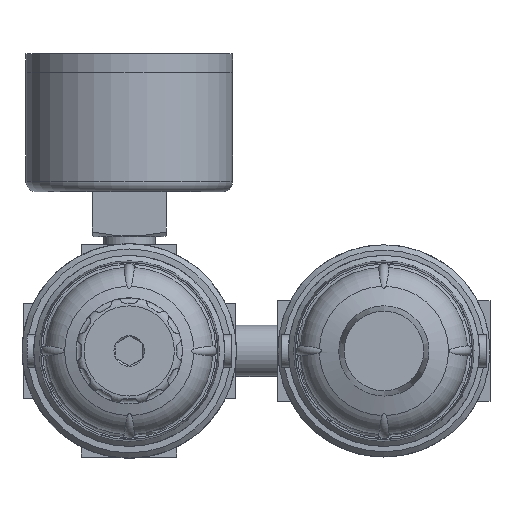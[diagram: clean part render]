
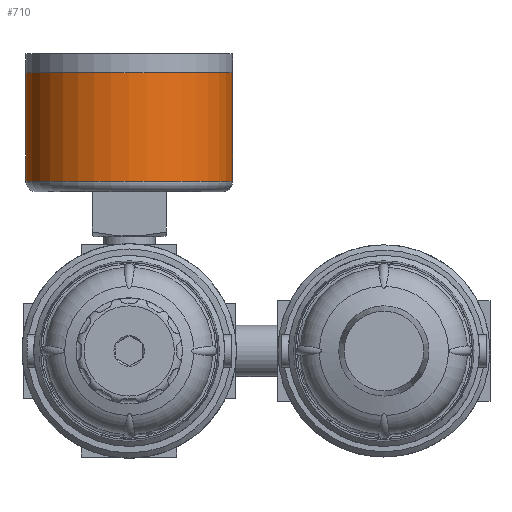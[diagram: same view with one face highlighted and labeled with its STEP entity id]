
A CAD part, front view. The second image highlights one B-rep face of the part: STEP entity #710.
In plain terms, the highlighted cylindrical face has radius 19.5 mm (diameter 39 mm), a full revolution.
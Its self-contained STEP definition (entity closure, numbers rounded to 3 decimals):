
#710 = ADVANCED_FACE( '', ( #1772, #1773 ), #1774, .T. );
#1772 = FACE_OUTER_BOUND( '', #3186, .T. );
#1773 = FACE_OUTER_BOUND( '', #3187, .T. );
#1774 = CYLINDRICAL_SURFACE( '', #3188, 19.5 );
#3186 = EDGE_LOOP( '', ( #6637 ) );
#3187 = EDGE_LOOP( '', ( #6638 ) );
#3188 = AXIS2_PLACEMENT_3D( '', #6639, #6640, #6641 );
#6637 = ORIENTED_EDGE( '', *, *, #9868, .F. );
#6638 = ORIENTED_EDGE( '', *, *, #9867, .T. );
#6639 = CARTESIAN_POINT( '', ( 0., 0., 15.5 ) );
#6640 = DIRECTION( '', ( 0., 0., 1. ) );
#6641 = DIRECTION( '', ( -1., 0., 0. ) );
#9867 = EDGE_CURVE( '', #12086, #12086, #12087, .T. );
#9868 = EDGE_CURVE( '', #12088, #12088, #12089, .T. );
#12086 = VERTEX_POINT( '', #16748 );
#12087 = CIRCLE( '', #16749, 19.5 );
#12088 = VERTEX_POINT( '', #16750 );
#12089 = CIRCLE( '', #16751, 19.5 );
#16748 = CARTESIAN_POINT( '', ( -19.5, 0., 37.98 ) );
#16749 = AXIS2_PLACEMENT_3D( '', #20632, #20633, #20634 );
#16750 = CARTESIAN_POINT( '', ( -19.5, 0., 17.5 ) );
#16751 = AXIS2_PLACEMENT_3D( '', #20635, #20636, #20637 );
#20632 = CARTESIAN_POINT( '', ( 0., 0., 37.98 ) );
#20633 = DIRECTION( '', ( 0., 0., -1. ) );
#20634 = DIRECTION( '', ( -1., 0., 0. ) );
#20635 = CARTESIAN_POINT( '', ( 0., 0., 17.5 ) );
#20636 = DIRECTION( '', ( 0., 0., -1. ) );
#20637 = DIRECTION( '', ( -1., 0., 0. ) );
